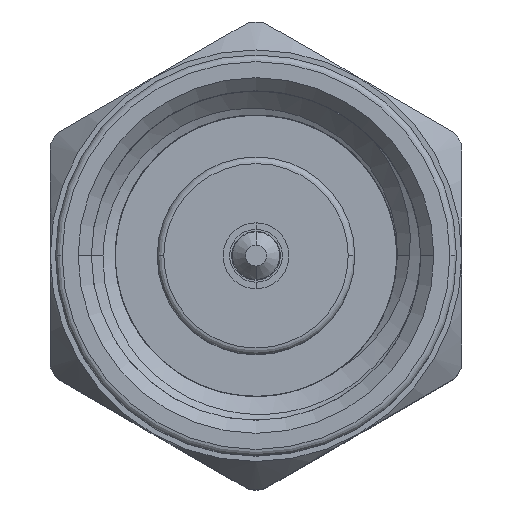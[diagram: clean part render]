
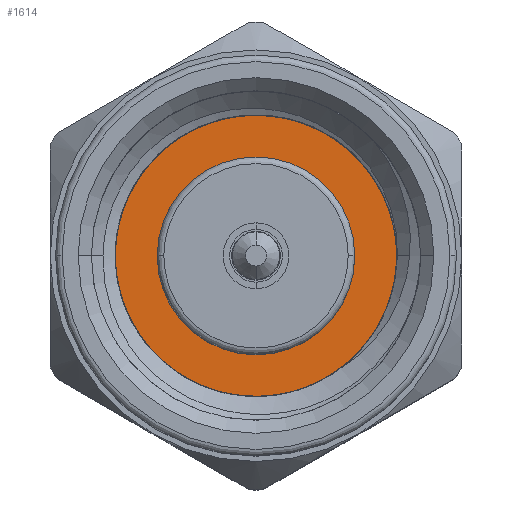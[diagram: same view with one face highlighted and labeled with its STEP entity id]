
A CAD part, top view. The second image highlights one B-rep face of the part: STEP entity #1614.
In plain terms, the highlighted face is planar.
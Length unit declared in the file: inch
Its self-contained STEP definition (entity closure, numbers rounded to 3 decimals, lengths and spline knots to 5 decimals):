
#27 = PLANE ( 'NONE',  #7508 ) ;
#107 = EDGE_LOOP ( 'NONE', ( #9921, #4544 ) ) ;
#258 = CARTESIAN_POINT ( 'NONE',  ( -0.65, 0.02029, -0.11428 ) ) ;
#342 = CARTESIAN_POINT ( 'NONE',  ( -0.65, -0.1075, 0.00883 ) ) ;
#400 = CARTESIAN_POINT ( 'NONE',  ( -0.65, -0.07748, -0.07686 ) ) ;
#456 = DIRECTION ( 'NONE',  ( -1., 0., 0. ) ) ;
#466 = CARTESIAN_POINT ( 'NONE',  ( -0.65, 0.11454, -0.0478 ) ) ;
#804 = CARTESIAN_POINT ( 'NONE',  ( -0.65, 0.06246, 0.10475 ) ) ;
#939 = CARTESIAN_POINT ( 'NONE',  ( -0.65, -0.10298, 0.03389 ) ) ;
#1364 = DIRECTION ( 'NONE',  ( -1., 0., 0. ) ) ;
#1419 = VERTEX_POINT ( 'NONE', #2794 ) ;
#1464 = CARTESIAN_POINT ( 'NONE',  ( -0.65, 0.00321, -0.11494 ) ) ;
#1565 = VERTEX_POINT ( 'NONE', #7414 ) ;
#1614 = ADVANCED_FACE ( 'NONE', ( #11867, #2151 ), #27, .T. ) ;
#1617 = CARTESIAN_POINT ( 'NONE',  ( -0.65, -0.09009, -0.05765 ) ) ;
#1859 = CARTESIAN_POINT ( 'NONE',  ( -0.65, -0.02655, 0.11266 ) ) ;
#2102 = VERTEX_POINT ( 'NONE', #6832 ) ;
#2151 = FACE_BOUND ( 'NONE', #107, .T. ) ;
#2440 = DIRECTION ( 'NONE',  ( -1., 0., 0. ) ) ;
#2614 = VERTEX_POINT ( 'NONE', #3025 ) ;
#2794 = CARTESIAN_POINT ( 'NONE',  ( -0.65, 0.12221, -0.02625 ) ) ;
#2819 = CIRCLE ( 'NONE', #13697, 0.125 ) ;
#2830 = AXIS2_PLACEMENT_3D ( 'NONE', #7205, #456, #13641 ) ;
#2838 = EDGE_CURVE ( 'NONE', #2614, #11570, #12734, .T. ) ;
#2916 = CARTESIAN_POINT ( 'NONE',  ( -0.65, -0.10457, 0.02246 ) ) ;
#3020 = EDGE_CURVE ( 'NONE', #1565, #6301, #4359, .T. ) ;
#3025 = CARTESIAN_POINT ( 'NONE',  ( -0.65, 0., -0.075 ) ) ;
#3127 = CARTESIAN_POINT ( 'NONE',  ( -0.65, -0.03727, 0.10877 ) ) ;
#3423 = AXIS2_PLACEMENT_3D ( 'NONE', #8184, #8041, #11439 ) ;
#3668 = EDGE_CURVE ( 'NONE', #2102, #1565, #13675, .T. ) ;
#3718 = CARTESIAN_POINT ( 'NONE',  ( -0.65, 0.05344, -0.10561 ) ) ;
#3731 = CARTESIAN_POINT ( 'NONE',  ( -0.65, -0.10773, -0.00531 ) ) ;
#3792 = CARTESIAN_POINT ( 'NONE',  ( -0.65, -0.06074, -0.09266 ) ) ;
#4040 = CARTESIAN_POINT ( 'NONE',  ( -0.65, 0.09854, 0.07671 ) ) ;
#4110 = CARTESIAN_POINT ( 'NONE',  ( -0.65, 0.01299, 0.11751 ) ) ;
#4248 = CARTESIAN_POINT ( 'NONE',  ( -0.65, 0.04133, 0.11315 ) ) ;
#4359 = B_SPLINE_CURVE_WITH_KNOTS ( 'NONE', 3,
 ( #2916, #939, #5031, #12702, #7258, #11572, #13912, #5245, #3127, #1859, #10510, #6185, #13979, #7464, #4110, #5311, #4248, #804, #7189, #13771, #4040, #7323 ),
 .UNSPECIFIED., .F., .F.,
 ( 4, 2, 2, 2, 2, 2, 2, 2, 2, 2, 4 ),
 ( 0., 0.00087, 0.00173, 0.0026, 0.00303, 0.00347, 0.0039, 0.00433, 0.0052, 0.00607, 0.00693 ),
 .UNSPECIFIED. ) ;
#4544 = ORIENTED_EDGE ( 'NONE', *, *, #8544, .F. ) ;
#4774 = CARTESIAN_POINT ( 'NONE',  ( -0.65, 0.10564, -0.06247 ) ) ;
#4860 = CARTESIAN_POINT ( 'NONE',  ( -0.65, -0.09761, -0.0459 ) ) ;
#5031 = CARTESIAN_POINT ( 'NONE',  ( -0.65, -0.0996, 0.04474 ) ) ;
#5138 = EDGE_CURVE ( 'NONE', #1419, #2102, #7720, .T. ) ;
#5245 = CARTESIAN_POINT ( 'NONE',  ( -0.65, -0.04255, 0.10639 ) ) ;
#5311 = CARTESIAN_POINT ( 'NONE',  ( -0.65, 0.03001, 0.11588 ) ) ;
#5687 = DIRECTION ( 'NONE',  ( 0., 0., 1. ) ) ;
#5712 = CARTESIAN_POINT ( 'NONE',  ( -0.65, 0.03156, -0.11247 ) ) ;
#5925 = CARTESIAN_POINT ( 'NONE',  ( -0.65, 0.11909, -0.03736 ) ) ;
#6030 = EDGE_CURVE ( 'NONE', #6301, #1419, #2819, .T. ) ;
#6185 = CARTESIAN_POINT ( 'NONE',  ( -0.65, -0.00989, 0.11642 ) ) ;
#6301 = VERTEX_POINT ( 'NONE', #7607 ) ;
#6628 = CARTESIAN_POINT ( 'NONE',  ( -0.65, 0., 0.075 ) ) ;
#6832 = CARTESIAN_POINT ( 'NONE',  ( -0.65, -0.09009, -0.05765 ) ) ;
#6996 = CARTESIAN_POINT ( 'NONE',  ( -0.65, -0.08453, -0.06777 ) ) ;
#7189 = CARTESIAN_POINT ( 'NONE',  ( -0.65, 0.07257, 0.09896 ) ) ;
#7205 = CARTESIAN_POINT ( 'NONE',  ( -0.65, 0., 0. ) ) ;
#7258 = CARTESIAN_POINT ( 'NONE',  ( -0.65, -0.08269, 0.07467 ) ) ;
#7323 = CARTESIAN_POINT ( 'NONE',  ( -0.65, 0.10529, 0.06737 ) ) ;
#7414 = CARTESIAN_POINT ( 'NONE',  ( -0.65, -0.10457, 0.02246 ) ) ;
#7464 = CARTESIAN_POINT ( 'NONE',  ( -0.65, 0.0073, 0.11765 ) ) ;
#7508 = AXIS2_PLACEMENT_3D ( 'NONE', #11085, #1364, #5687 ) ;
#7607 = CARTESIAN_POINT ( 'NONE',  ( -0.65, 0.10529, 0.06737 ) ) ;
#7648 = EDGE_LOOP ( 'NONE', ( #9075, #13943, #7877, #11892 ) ) ;
#7720 = B_SPLINE_CURVE_WITH_KNOTS ( 'NONE', 3,
 ( #9198, #5925, #466, #4774, #9122, #13513, #13291, #13434, #11181, #3718, #7991, #10259, #5712, #258, #7919, #1464, #11108, #8065, #12452, #12386, #3792, #400, #6996, #8992 ),
 .UNSPECIFIED., .F., .F.,
 ( 4, 2, 2, 2, 2, 2, 2, 2, 2, 2, 2, 4 ),
 ( 0., 0.00087, 0.0013, 0.00173, 0.0026, 0.00304, 0.00347, 0.0039, 0.00434, 0.0052, 0.00607, 0.00694 ),
 .UNSPECIFIED. ) ;
#7863 = CARTESIAN_POINT ( 'NONE',  ( -0.65, -0.10278, -0.03269 ) ) ;
#7877 = ORIENTED_EDGE ( 'NONE', *, *, #3668, .T. ) ;
#7919 = CARTESIAN_POINT ( 'NONE',  ( -0.65, 0.01462, -0.11478 ) ) ;
#7991 = CARTESIAN_POINT ( 'NONE',  ( -0.65, 0.04815, -0.10771 ) ) ;
#8041 = DIRECTION ( 'NONE',  ( -1., 0., 0. ) ) ;
#8065 = CARTESIAN_POINT ( 'NONE',  ( -0.65, -0.01961, -0.1123 ) ) ;
#8184 = CARTESIAN_POINT ( 'NONE',  ( -0.65, 0., 0. ) ) ;
#8284 = CIRCLE ( 'NONE', #2830, 0.075 ) ;
#8544 = EDGE_CURVE ( 'NONE', #11570, #2614, #8284, .T. ) ;
#8976 = CARTESIAN_POINT ( 'NONE',  ( -0.65, 0., 0. ) ) ;
#8992 = CARTESIAN_POINT ( 'NONE',  ( -0.65, -0.09009, -0.05765 ) ) ;
#9075 = ORIENTED_EDGE ( 'NONE', *, *, #6030, .T. ) ;
#9122 = CARTESIAN_POINT ( 'NONE',  ( -0.65, 0.10229, -0.06722 ) ) ;
#9198 = CARTESIAN_POINT ( 'NONE',  ( -0.65, 0.12221, -0.02625 ) ) ;
#9210 = CARTESIAN_POINT ( 'NONE',  ( -0.65, -0.10457, 0.02246 ) ) ;
#9921 = ORIENTED_EDGE ( 'NONE', *, *, #2838, .F. ) ;
#10259 = CARTESIAN_POINT ( 'NONE',  ( -0.65, 0.0372, -0.11115 ) ) ;
#10510 = CARTESIAN_POINT ( 'NONE',  ( -0.65, -0.02107, 0.11419 ) ) ;
#11085 = CARTESIAN_POINT ( 'NONE',  ( -0.65, 0., 0. ) ) ;
#11108 = CARTESIAN_POINT ( 'NONE',  ( -0.65, -0.00259, -0.11462 ) ) ;
#11181 = CARTESIAN_POINT ( 'NONE',  ( -0.65, 0.06883, -0.09819 ) ) ;
#11439 = DIRECTION ( 'NONE',  ( 0., 0., 1. ) ) ;
#11570 = VERTEX_POINT ( 'NONE', #6628 ) ;
#11572 = CARTESIAN_POINT ( 'NONE',  ( -0.65, -0.06672, 0.09122 ) ) ;
#11867 = FACE_OUTER_BOUND ( 'NONE', #7648, .T. ) ;
#11892 = ORIENTED_EDGE ( 'NONE', *, *, #3020, .T. ) ;
#12386 = CARTESIAN_POINT ( 'NONE',  ( -0.65, -0.05135, -0.0991 ) ) ;
#12452 = CARTESIAN_POINT ( 'NONE',  ( -0.65, -0.03052, -0.10905 ) ) ;
#12702 = CARTESIAN_POINT ( 'NONE',  ( -0.65, -0.08929, 0.06534 ) ) ;
#12734 = CIRCLE ( 'NONE', #3423, 0.075 ) ;
#13291 = CARTESIAN_POINT ( 'NONE',  ( -0.65, 0.09112, -0.08017 ) ) ;
#13420 = DIRECTION ( 'NONE',  ( 0., 0., 1. ) ) ;
#13434 = CARTESIAN_POINT ( 'NONE',  ( -0.65, 0.07852, -0.09165 ) ) ;
#13513 = CARTESIAN_POINT ( 'NONE',  ( -0.65, 0.09504, -0.07605 ) ) ;
#13641 = DIRECTION ( 'NONE',  ( 0., 0., 1. ) ) ;
#13675 = B_SPLINE_CURVE_WITH_KNOTS ( 'NONE', 3,
 ( #1617, #4860, #7863, #3731, #342, #9210 ),
 .UNSPECIFIED., .F., .F.,
 ( 4, 2, 4 ),
 ( 0., 0.00106, 0.00212 ),
 .UNSPECIFIED. ) ;
#13697 = AXIS2_PLACEMENT_3D ( 'NONE', #8976, #2440, #13420 ) ;
#13771 = CARTESIAN_POINT ( 'NONE',  ( -0.65, 0.09053, 0.08498 ) ) ;
#13912 = CARTESIAN_POINT ( 'NONE',  ( -0.65, -0.05761, 0.09816 ) ) ;
#13943 = ORIENTED_EDGE ( 'NONE', *, *, #5138, .T. ) ;
#13979 = CARTESIAN_POINT ( 'NONE',  ( -0.65, -0.00413, 0.11712 ) ) ;
